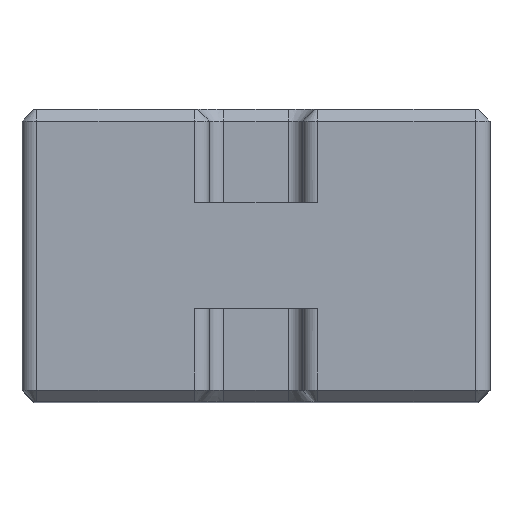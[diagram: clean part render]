
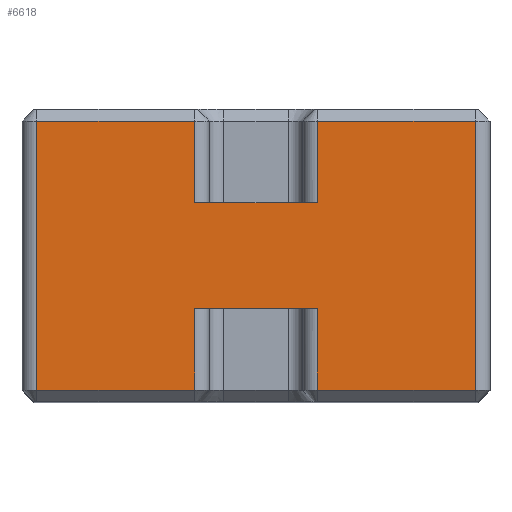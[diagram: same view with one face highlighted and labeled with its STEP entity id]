
A CAD part, top view. The second image highlights one B-rep face of the part: STEP entity #6618.
In plain terms, the highlighted planar face has unit normal (0, 0, 1).
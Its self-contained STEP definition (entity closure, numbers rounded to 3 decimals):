
#82 = AXIS2_PLACEMENT_3D ( 'NONE', #2537, #5569, #8826 ) ;
#107 = ORIENTED_EDGE ( 'NONE', *, *, #2319, .T. ) ;
#195 = EDGE_CURVE ( 'NONE', #2665, #5350, #9577, .T. ) ;
#421 = CARTESIAN_POINT ( 'NONE',  ( -40., 48., 35. ) ) ;
#505 = CARTESIAN_POINT ( 'NONE',  ( 37.5, 2., 35. ) ) ;
#598 = VERTEX_POINT ( 'NONE', #1524 ) ;
#865 = CARTESIAN_POINT ( 'NONE',  ( -40., 48., 35. ) ) ;
#1023 = ORIENTED_EDGE ( 'NONE', *, *, #1053, .T. ) ;
#1052 = VECTOR ( 'NONE', #9445, 1000. ) ;
#1053 = EDGE_CURVE ( 'NONE', #6847, #6252, #8546, .T. ) ;
#1066 = DIRECTION ( 'NONE',  ( -1., 0., 0. ) ) ;
#1111 = DIRECTION ( 'NONE',  ( 0., 1., 0. ) ) ;
#1220 = VERTEX_POINT ( 'NONE', #1491 ) ;
#1228 = CARTESIAN_POINT ( 'NONE',  ( 10.5, 2., 35. ) ) ;
#1491 = CARTESIAN_POINT ( 'NONE',  ( 10.5, 16., 35. ) ) ;
#1500 = VECTOR ( 'NONE', #7687, 1000. ) ;
#1524 = CARTESIAN_POINT ( 'NONE',  ( 10.5, 48., 35. ) ) ;
#1607 = LINE ( 'NONE', #865, #3255 ) ;
#2172 = CARTESIAN_POINT ( 'NONE',  ( -37.5, 48., 35. ) ) ;
#2218 = CARTESIAN_POINT ( 'NONE',  ( 37.5, 2., 35. ) ) ;
#2319 = EDGE_CURVE ( 'NONE', #2799, #7156, #6153, .T. ) ;
#2499 = VERTEX_POINT ( 'NONE', #4953 ) ;
#2505 = CARTESIAN_POINT ( 'NONE',  ( 37.5, 50., 35. ) ) ;
#2537 = CARTESIAN_POINT ( 'NONE',  ( -40., 50., 35. ) ) ;
#2543 = VERTEX_POINT ( 'NONE', #4207 ) ;
#2565 = CARTESIAN_POINT ( 'NONE',  ( -37.5, 50., 35. ) ) ;
#2588 = EDGE_LOOP ( 'NONE', ( #8379, #107, #3348, #6919, #3222, #8614, #2730, #8883, #5443, #8390, #1023, #4311 ) ) ;
#2665 = VERTEX_POINT ( 'NONE', #1228 ) ;
#2730 = ORIENTED_EDGE ( 'NONE', *, *, #6012, .T. ) ;
#2767 = LINE ( 'NONE', #8149, #9314 ) ;
#2799 = VERTEX_POINT ( 'NONE', #4684 ) ;
#3132 = VECTOR ( 'NONE', #1066, 1000. ) ;
#3173 = VECTOR ( 'NONE', #7721, 1000. ) ;
#3222 = ORIENTED_EDGE ( 'NONE', *, *, #6850, .T. ) ;
#3255 = VECTOR ( 'NONE', #3892, 1000. ) ;
#3272 = FACE_OUTER_BOUND ( 'NONE', #2588, .T. ) ;
#3348 = ORIENTED_EDGE ( 'NONE', *, *, #7867, .T. ) ;
#3442 = LINE ( 'NONE', #2505, #4222 ) ;
#3559 = DIRECTION ( 'NONE',  ( 1., 0., 0. ) ) ;
#3878 = VECTOR ( 'NONE', #4453, 1000. ) ;
#3892 = DIRECTION ( 'NONE',  ( -1., 0., 0. ) ) ;
#4041 = VECTOR ( 'NONE', #6387, 1000. ) ;
#4108 = CARTESIAN_POINT ( 'NONE',  ( -10.5, 50., 35. ) ) ;
#4207 = CARTESIAN_POINT ( 'NONE',  ( 10.5, 34., 35. ) ) ;
#4222 = VECTOR ( 'NONE', #6168, 1000. ) ;
#4311 = ORIENTED_EDGE ( 'NONE', *, *, #6289, .T. ) ;
#4356 = EDGE_CURVE ( 'NONE', #6847, #2543, #2767, .T. ) ;
#4436 = EDGE_CURVE ( 'NONE', #1220, #6519, #8532, .T. ) ;
#4453 = DIRECTION ( 'NONE',  ( 0., -1., 0. ) ) ;
#4520 = VECTOR ( 'NONE', #6641, 1000. ) ;
#4684 = CARTESIAN_POINT ( 'NONE',  ( -37.5, 2., 35. ) ) ;
#4750 = LINE ( 'NONE', #2565, #4041 ) ;
#4792 = LINE ( 'NONE', #421, #1500 ) ;
#4828 = CARTESIAN_POINT ( 'NONE',  ( -10.5, 2., 35. ) ) ;
#4953 = CARTESIAN_POINT ( 'NONE',  ( 37.5, 48., 35. ) ) ;
#5198 = LINE ( 'NONE', #8301, #3878 ) ;
#5350 = VERTEX_POINT ( 'NONE', #2218 ) ;
#5443 = ORIENTED_EDGE ( 'NONE', *, *, #9544, .T. ) ;
#5569 = DIRECTION ( 'NONE',  ( 0., 0., -1. ) ) ;
#6012 = EDGE_CURVE ( 'NONE', #5350, #2499, #3442, .T. ) ;
#6106 = EDGE_CURVE ( 'NONE', #2499, #598, #1607, .T. ) ;
#6153 = LINE ( 'NONE', #8523, #3173 ) ;
#6168 = DIRECTION ( 'NONE',  ( 0., 1., 0. ) ) ;
#6204 = VECTOR ( 'NONE', #7794, 1000. ) ;
#6252 = VERTEX_POINT ( 'NONE', #6465 ) ;
#6289 = EDGE_CURVE ( 'NONE', #6252, #9518, #4792, .T. ) ;
#6387 = DIRECTION ( 'NONE',  ( 0., -1., 0. ) ) ;
#6415 = LINE ( 'NONE', #7095, #9447 ) ;
#6465 = CARTESIAN_POINT ( 'NONE',  ( -10.5, 48., 35. ) ) ;
#6472 = LINE ( 'NONE', #8699, #1052 ) ;
#6519 = VERTEX_POINT ( 'NONE', #9373 ) ;
#6618 = ADVANCED_FACE ( 'NONE', ( #3272 ), #9325, .F. ) ;
#6641 = DIRECTION ( 'NONE',  ( 1., 0., 0. ) ) ;
#6847 = VERTEX_POINT ( 'NONE', #8650 ) ;
#6850 = EDGE_CURVE ( 'NONE', #1220, #2665, #6472, .T. ) ;
#6919 = ORIENTED_EDGE ( 'NONE', *, *, #4436, .F. ) ;
#7095 = CARTESIAN_POINT ( 'NONE',  ( -10.5, 8., 35. ) ) ;
#7156 = VERTEX_POINT ( 'NONE', #4828 ) ;
#7687 = DIRECTION ( 'NONE',  ( -1., 0., 0. ) ) ;
#7721 = DIRECTION ( 'NONE',  ( 1., 0., 0. ) ) ;
#7794 = DIRECTION ( 'NONE',  ( 0., 1., 0. ) ) ;
#7867 = EDGE_CURVE ( 'NONE', #7156, #6519, #6415, .T. ) ;
#8149 = CARTESIAN_POINT ( 'NONE',  ( 8., 34., 35. ) ) ;
#8301 = CARTESIAN_POINT ( 'NONE',  ( 10.5, 50., 35. ) ) ;
#8379 = ORIENTED_EDGE ( 'NONE', *, *, #9662, .T. ) ;
#8390 = ORIENTED_EDGE ( 'NONE', *, *, #4356, .F. ) ;
#8481 = CARTESIAN_POINT ( 'NONE',  ( -8., 16., 35. ) ) ;
#8523 = CARTESIAN_POINT ( 'NONE',  ( -10.5, 2., 35. ) ) ;
#8532 = LINE ( 'NONE', #8481, #3132 ) ;
#8546 = LINE ( 'NONE', #4108, #6204 ) ;
#8614 = ORIENTED_EDGE ( 'NONE', *, *, #195, .T. ) ;
#8650 = CARTESIAN_POINT ( 'NONE',  ( -10.5, 34., 35. ) ) ;
#8699 = CARTESIAN_POINT ( 'NONE',  ( 10.5, 8., 35. ) ) ;
#8826 = DIRECTION ( 'NONE',  ( -1., 0., 0. ) ) ;
#8883 = ORIENTED_EDGE ( 'NONE', *, *, #6106, .T. ) ;
#9314 = VECTOR ( 'NONE', #3559, 1000. ) ;
#9325 = PLANE ( 'NONE',  #82 ) ;
#9373 = CARTESIAN_POINT ( 'NONE',  ( -10.5, 16., 35. ) ) ;
#9445 = DIRECTION ( 'NONE',  ( 0., -1., 0. ) ) ;
#9447 = VECTOR ( 'NONE', #1111, 1000. ) ;
#9518 = VERTEX_POINT ( 'NONE', #2172 ) ;
#9544 = EDGE_CURVE ( 'NONE', #598, #2543, #5198, .T. ) ;
#9577 = LINE ( 'NONE', #505, #4520 ) ;
#9662 = EDGE_CURVE ( 'NONE', #9518, #2799, #4750, .T. ) ;
